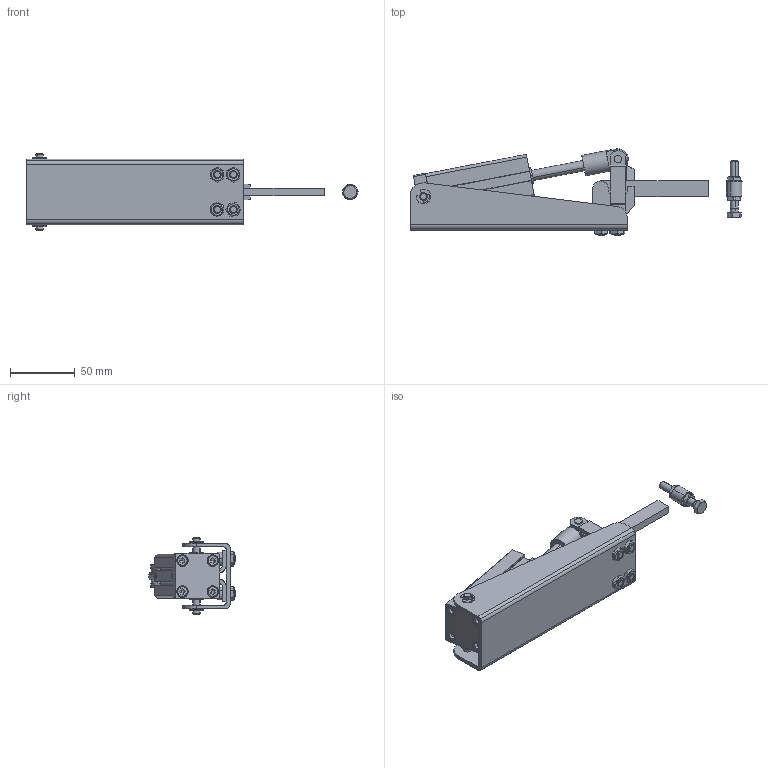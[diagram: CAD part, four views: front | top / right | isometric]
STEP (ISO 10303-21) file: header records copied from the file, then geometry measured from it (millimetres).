
FILE_DESCRIPTION((''),'2;1');
FILE_NAME('AH100.stp','2004-02-12T10:47:08',('matthew'),(''),'Autodesk Inventor (R) 6.0','Autodesk Inventor (R) 6.0','');
FILE_SCHEMA(('AUTOMOTIVE_DESIGN { 1 0 10303 214 1 1 1 1 }'));
Length unit declared in the file: millimetre
Products named in the file (9): AH100; AH1001; AH1002; AH1003; AH1004; AH1005; AH1006; AH1007; AH1008
Assembly tree (8 placements, depth 2):
  AH100
    AH1001
    AH1002
    AH1003
    AH1004
    AH1005
    AH1006
    AH1007
    AH1008
Bounding box: 257 x 67 x 59 mm (x, y, z)
Volume: 168078.3 mm3; surface area: 85386.7 mm2
Topology: 8 solids, 18 shells, 828 faces, 2131 edges, 1372 vertices
Faces by surface type: plane 318, cylinder 255, bspline 135, cone 110, torus 8, sphere 2
Entity records: 27227 total; most frequent: CARTESIAN_POINT 7007, DIRECTION 4265, ORIENTED_EDGE 4212, EDGE_CURVE 2106, AXIS2_PLACEMENT_3D 1609, VERTEX_POINT 1371, VECTOR 1047, LINE 1047
